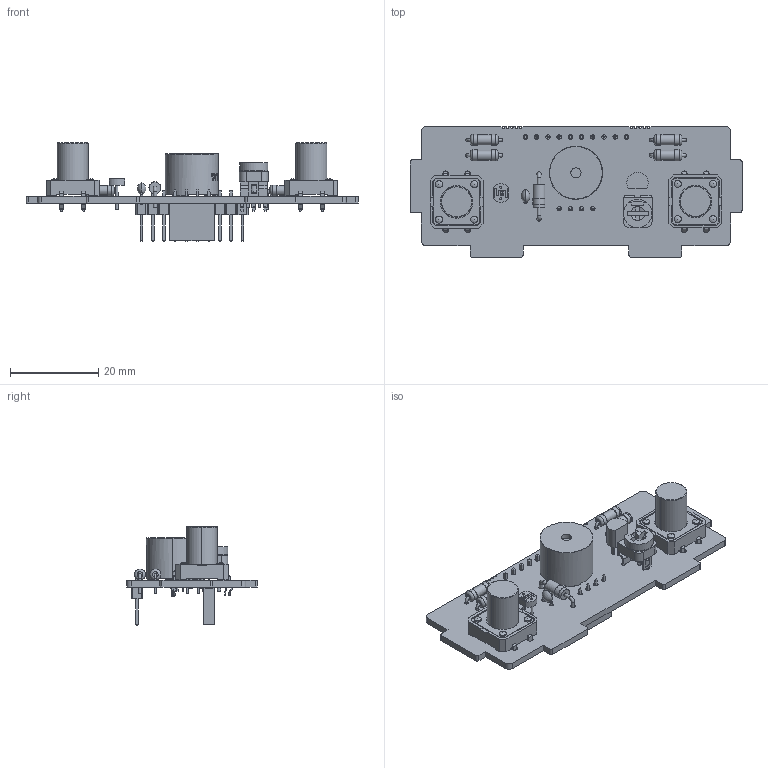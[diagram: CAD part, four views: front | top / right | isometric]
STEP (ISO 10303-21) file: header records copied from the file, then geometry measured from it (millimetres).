
FILE_DESCRIPTION(('KiCad electronic assembly'),'2;1');
FILE_NAME('TheThing_addon.step','2025-07-31T17:43:40',('Pcbnew'),( 'Kicad'),'Open CASCADE STEP processor 7.6','KiCad to STEP converter' ,'Unknown');
FILE_SCHEMA(('AUTOMOTIVE_DESIGN { 1 0 10303 214 1 1 1 1 }'));
Length unit declared in the file: millimetre
Products named in the file (12): TheThing_addon 1; R_Axial_DIN0207_L6.3mm_D2.5mm_P7.62mm_Horizontal; SW_TS14-1212-120-BK-160-SCR-D; R_LDR_4.2x3.5mm_P2.54mm_Vertical; Trimpot_THT; C_Disc_D3.0mm_W2.0mm_P2.50mm; TO-92; D_DO-41_SOD81_P10.16mm_Horizontal; Buzzer_D12_P6.5_WT-1205; PinSocket_1x04_P2.54mm_Vertical; PinHeader_1x10_P2.54mm_Vertical; TheThing_addon_PCB
Assembly tree (15 placements, depth 2):
  TheThing_addon 1
    R_Axial_DIN0207_L6.3mm_D2.5mm_P7.62mm_Horizontal  x4
    SW_TS14-1212-120-BK-160-SCR-D  x2
    R_LDR_4.2x3.5mm_P2.54mm_Vertical
    Trimpot_THT
    C_Disc_D3.0mm_W2.0mm_P2.50mm
    TO-92
    D_DO-41_SOD81_P10.16mm_Horizontal
    Buzzer_D12_P6.5_WT-1205
    PinSocket_1x04_P2.54mm_Vertical
    PinHeader_1x10_P2.54mm_Vertical
    TheThing_addon_PCB
Bounding box: 75.2 x 29.6 x 22.27 mm (x, y, z)
Volume: 6367.4 mm3; surface area: 8640.4 mm2
Topology: 30 solids, 30 shells, 1252 faces, 3211 edges, 2085 vertices
Faces by surface type: plane 859, cylinder 301, bspline 49, torus 27, sphere 10, cone 4, revolution 2
Full cylindrical faces by diameter (mm): 0.5 x6, 0.6 x8, 0.75 x3, 0.8 x16, 1 x21, 1.1 x8, 1.422 x8, 2.25 x4, 2.5 x8, 2.7 x2, 2.72 x1, 5.62 x1, 6.42 x1
Entity records: 35501 total; most frequent: CARTESIAN_POINT 9945, ORIENTED_EDGE 5336, DIRECTION 4957, EDGE_CURVE 2668, LINE 1991, VECTOR 1991, VERTEX_POINT 1737, AXIS2_PLACEMENT_3D 1482
